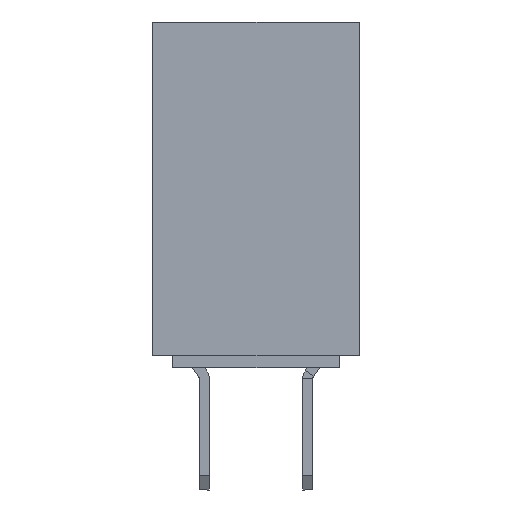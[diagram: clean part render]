
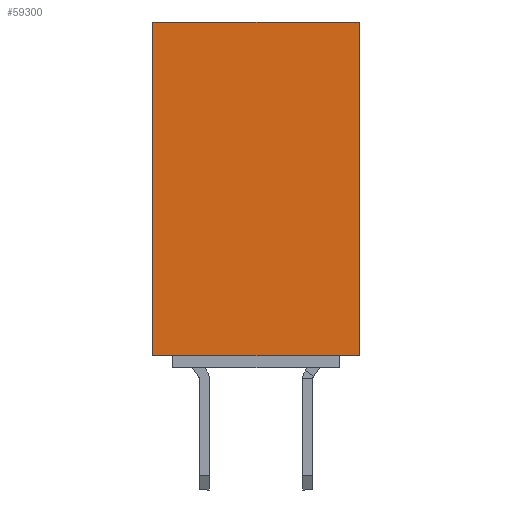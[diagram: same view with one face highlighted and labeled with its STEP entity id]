
A CAD part, left-side view. The second image highlights one B-rep face of the part: STEP entity #59300.
In plain terms, the highlighted planar face has unit normal (-1, 0, 0).
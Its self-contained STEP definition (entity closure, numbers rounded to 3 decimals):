
#245 = ORIENTED_EDGE ( 'NONE', *, *, #105637, .F. ) ;
#2848 = LINE ( 'NONE', #36527, #90969 ) ;
#3371 = CARTESIAN_POINT ( 'NONE',  ( -10.41, -2.54, 0.3 ) ) ;
#6580 = DIRECTION ( 'NONE',  ( 1., 0., 0. ) ) ;
#12305 = VERTEX_POINT ( 'NONE', #3371 ) ;
#13775 = CARTESIAN_POINT ( 'NONE',  ( -10.41, -2.54, 8.5 ) ) ;
#18839 = AXIS2_PLACEMENT_3D ( 'NONE', #13775, #6580, #73401 ) ;
#19151 = CARTESIAN_POINT ( 'NONE',  ( -10.41, -2.54, 8.5 ) ) ;
#23149 = PLANE ( 'NONE',  #18839 ) ;
#25524 = EDGE_CURVE ( 'NONE', #12305, #33154, #29967, .T. ) ;
#28517 = CARTESIAN_POINT ( 'NONE',  ( -10.41, 2.54, 0.3 ) ) ;
#29571 = LINE ( 'NONE', #63246, #53605 ) ;
#29967 = LINE ( 'NONE', #46014, #105550 ) ;
#33154 = VERTEX_POINT ( 'NONE', #28517 ) ;
#36527 = CARTESIAN_POINT ( 'NONE',  ( -10.41, -2.54, 8.5 ) ) ;
#37448 = VERTEX_POINT ( 'NONE', #76388 ) ;
#39750 = ORIENTED_EDGE ( 'NONE', *, *, #25524, .F. ) ;
#43180 = VECTOR ( 'NONE', #52183, 1000. ) ;
#46014 = CARTESIAN_POINT ( 'NONE',  ( -10.41, 2.04, 0.3 ) ) ;
#48679 = VERTEX_POINT ( 'NONE', #19151 ) ;
#52183 = DIRECTION ( 'NONE',  ( 0., 0., -1. ) ) ;
#53605 = VECTOR ( 'NONE', #98045, 1000. ) ;
#53649 = DIRECTION ( 'NONE',  ( 0., 0., -1. ) ) ;
#57046 = EDGE_CURVE ( 'NONE', #37448, #33154, #61001, .T. ) ;
#59300 = ADVANCED_FACE ( 'NONE', ( #106038 ), #23149, .F. ) ;
#61001 = LINE ( 'NONE', #69295, #43180 ) ;
#63246 = CARTESIAN_POINT ( 'NONE',  ( -10.41, -2.54, 8.5 ) ) ;
#69295 = CARTESIAN_POINT ( 'NONE',  ( -10.41, 2.54, 8.5 ) ) ;
#70859 = DIRECTION ( 'NONE',  ( 0., 1., 0. ) ) ;
#73401 = DIRECTION ( 'NONE',  ( 0., 0., -1. ) ) ;
#76388 = CARTESIAN_POINT ( 'NONE',  ( -10.41, 2.54, 8.5 ) ) ;
#87555 = ORIENTED_EDGE ( 'NONE', *, *, #57046, .T. ) ;
#87757 = EDGE_LOOP ( 'NONE', ( #39750, #245, #106711, #87555 ) ) ;
#90969 = VECTOR ( 'NONE', #53649, 1000. ) ;
#98045 = DIRECTION ( 'NONE',  ( 0., -1., 0. ) ) ;
#103678 = EDGE_CURVE ( 'NONE', #37448, #48679, #29571, .T. ) ;
#105550 = VECTOR ( 'NONE', #70859, 1000. ) ;
#105637 = EDGE_CURVE ( 'NONE', #48679, #12305, #2848, .T. ) ;
#106038 = FACE_OUTER_BOUND ( 'NONE', #87757, .T. ) ;
#106711 = ORIENTED_EDGE ( 'NONE', *, *, #103678, .F. ) ;
